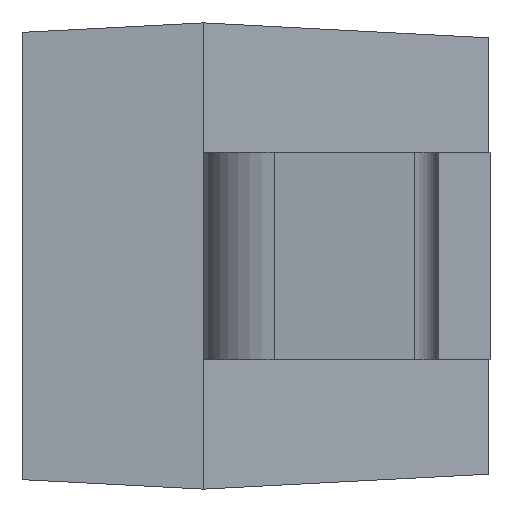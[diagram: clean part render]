
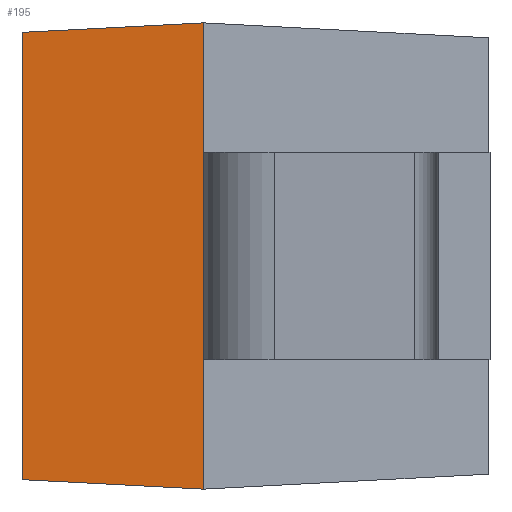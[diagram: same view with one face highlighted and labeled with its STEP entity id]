
A CAD part, left-side view. The second image highlights one B-rep face of the part: STEP entity #195.
In plain terms, the highlighted planar face has unit normal (-0.999, 0.052, 0).
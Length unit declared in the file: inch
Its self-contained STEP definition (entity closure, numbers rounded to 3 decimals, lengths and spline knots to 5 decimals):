
#156=CARTESIAN_POINT('',(-0.25288,-0.04492,0.0));
#157=DIRECTION('',(-0.999,0.052,0.0));
#158=DIRECTION('',(0.0,0.0,1.0));
#159=AXIS2_PLACEMENT_3D('',#156,#157,#158);
#160=PLANE('',#159);
#161=CARTESIAN_POINT('',(-0.25,0.01,0.045));
#162=VERTEX_POINT('',#161);
#163=CARTESIAN_POINT('',(-0.25,0.01,-0.045));
#164=VERTEX_POINT('',#163);
#165=CARTESIAN_POINT('',(-0.25,0.01,0.045));
#166=DIRECTION('',(0.0,0.0,-1.0));
#167=VECTOR('',#166,0.09);
#168=LINE('',#165,#167);
#169=EDGE_CURVE('',#162,#164,#168,.T.);
#170=ORIENTED_EDGE('',*,*,#169,.F.);
#171=CARTESIAN_POINT('',(-0.24817,0.045,0.04317));
#172=VERTEX_POINT('',#171);
#173=CARTESIAN_POINT('',(-0.24817,0.045,0.04317));
#174=DIRECTION('',(-0.052,-0.997,0.052));
#175=VECTOR('',#174,0.0351);
#176=LINE('',#173,#175);
#177=EDGE_CURVE('',#162,#172,#176,.F.);
#178=ORIENTED_EDGE('',*,*,#177,.T.);
#179=CARTESIAN_POINT('',(-0.24817,0.045,-0.04317));
#180=VERTEX_POINT('',#179);
#181=CARTESIAN_POINT('',(-0.24817,0.045,0.04317));
#182=DIRECTION('',(0.0,0.0,-1.0));
#183=VECTOR('',#182,0.08633);
#184=LINE('',#181,#183);
#185=EDGE_CURVE('',#180,#172,#184,.F.);
#186=ORIENTED_EDGE('',*,*,#185,.F.);
#187=CARTESIAN_POINT('',(-0.24817,0.045,-0.04317));
#188=DIRECTION('',(-0.052,-0.997,-0.052));
#189=VECTOR('',#188,0.0351);
#190=LINE('',#187,#189);
#191=EDGE_CURVE('',#180,#164,#190,.T.);
#192=ORIENTED_EDGE('',*,*,#191,.T.);
#193=EDGE_LOOP('',(#170,#178,#186,#192));
#194=FACE_OUTER_BOUND('',#193,.T.);
#195=ADVANCED_FACE('',(#194),#160,.T.);
